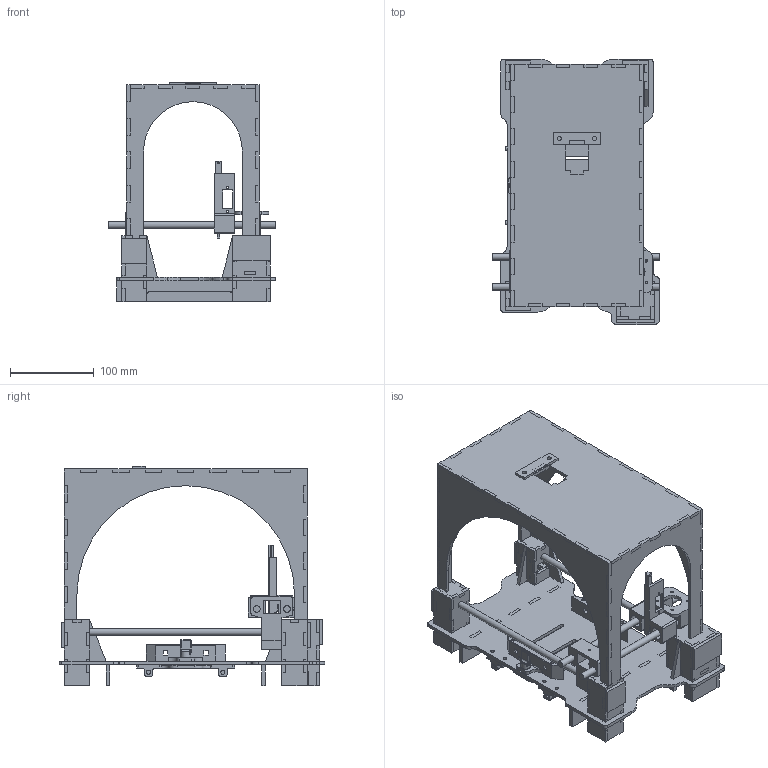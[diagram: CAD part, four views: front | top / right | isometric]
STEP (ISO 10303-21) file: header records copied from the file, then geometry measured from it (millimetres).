
FILE_DESCRIPTION(/* description */ ('STEP AP242','CAx-IF Rec.Pracs.---Representation and Presentation of Product Manufacturing Information (PMI)---4.0---2014-10-13','CAx-IF Rec.Pracs.---3D Tessellated Geometry---0.4---2014-09-14','2;1'),/* implementation_level */ '2;1');
FILE_NAME(/* name */ '66560e8f7391106c95232c02',/* time_stamp */ '2024-05-28T17:04:18Z',/* author */ (''),/* organization */ (''),/* preprocessor_version */ 'ST-DEVELOPER v20',/* originating_system */ ' ',/* authorisation */ ' ');
FILE_SCHEMA (('AP242_MANAGED_MODEL_BASED_3D_ENGINEERING_MIM_LF { 1 0 10303 442 1 1 4 }'));
Length unit declared in the file: millimetre
Products named in the file (58): assembly: latest; c3 top; left c2-c4; back c3-c4; metal rod; column 2 belt holder bottom; c1 left; c1 right; axis_holder_east; c1 front; right c1-c3; screw top mockup; c3 right support (front view); c4 cover; clamp rod mockup; Base holder; c4 top; c3 cover; c2 back; c4 right; base (top view); c3 back; c2 left; c4 back; 3D cam holder; c3 left; bar holder short left on assembly; axis_holder_west; moving clamp side; c3 right; c3 front; c2 cover; c4 back support (right view); c3 to c4 base support (front view); c1 right support (front view); c1 top; c2 front support(right view); bar holder short right on assembly; column 2 belt holder top; stick ...
Assembly tree (60 placements, depth 2):
  assembly: latest
    c3 top
    left c2-c4
    back c3-c4
    metal rod  x2
    column 2 belt holder bottom
    c1 left
    c1 right
    axis_holder_east
    c1 front
    right c1-c3
    screw top mockup
    c3 right support (front view)
    c4 cover
    clamp rod mockup  x2
    Base holder
    c4 top
    c3 cover
    c2 back
    c4 right
    base (top view)
    c3 back
    c2 left
    c4 back
    3D cam holder
    c3 left
    bar holder short left on assembly
    axis_holder_west
    moving clamp side
    metal rod  x2
    c3 right
    c3 front
    c2 cover
    c4 back support (right view)
    c3 to c4 base support (front view)
    c1 right support (front view)
    c1 top
    c2 front support(right view)
    bar holder short right on assembly
    column 2 belt holder top
    stick
    belt_cart
    c4 left support (front view)
    c1 to c2 base support (front view)
    bar holder long
    c1 back
    c2 right
    c2 left support (front view)
    c2 top
    screw attachment
    c4 front
    fixed side attachement
    c1 cover
    c2 front
    front c1-c2
    c4 left
    top face
    motor mount (top view)
Bounding box: 200 x 317 x 262 mm (x, y, z)
Volume: 976288.8 mm3; surface area: 561600.7 mm2
Topology: 60 solids, 60 shells, 1954 faces, 5415 edges, 3579 vertices
Faces by surface type: plane 1650, cylinder 278, bspline 14, torus 12
Full cylindrical faces by diameter (mm): 1.9 x1, 2.5 x2, 3 x26, 4 x12, 4.08 x8, 5 x6, 5.02 x4, 5.25 x1, 5.28 x2, 8 x16, 8.2 x1, 8.65 x1, 12 x1, 15 x4, 22 x1, 23 x1
Entity records: 62944 total; most frequent: CARTESIAN_POINT 11223, ORIENTED_EDGE 10596, DIRECTION 9764, EDGE_CURVE 5298, LINE 4724, VECTOR 4724, VERTEX_POINT 3549, AXIS2_PLACEMENT_3D 2520
